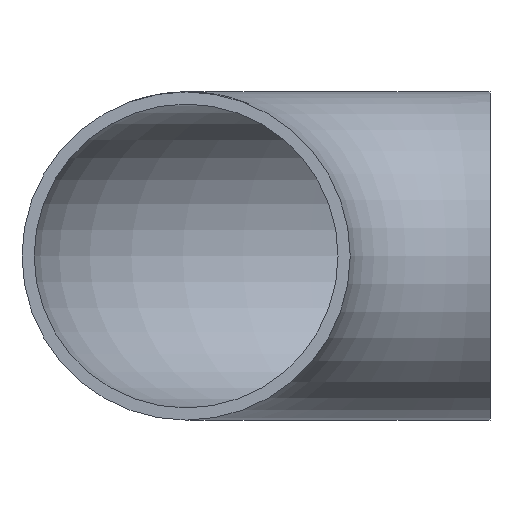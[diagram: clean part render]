
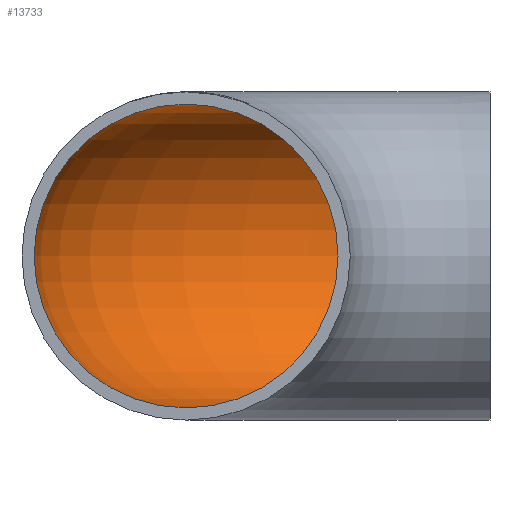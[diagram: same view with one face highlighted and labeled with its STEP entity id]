
A CAD part, front view. The second image highlights one B-rep face of the part: STEP entity #13733.
In plain terms, the highlighted toroidal (fillet/blend) face has major radius 100 mm and minor radius 50 mm.
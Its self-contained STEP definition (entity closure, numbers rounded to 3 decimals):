
#575 = CARTESIAN_POINT ( 'NONE',  ( 0., 150., 0. ) ) ;
#2318 = ORIENTED_EDGE ( 'NONE', *, *, #5047, .F. ) ;
#2707 = AXIS2_PLACEMENT_3D ( 'NONE', #21026, #14620, #21123 ) ;
#3596 = VERTEX_POINT ( 'NONE', #20226 ) ;
#3812 = VERTEX_POINT ( 'NONE', #575 ) ;
#4727 = DIRECTION ( 'NONE',  ( 0., 0., -1. ) ) ;
#5047 = EDGE_CURVE ( 'NONE', #3596, #3596, #21145, .T. ) ;
#7049 = CARTESIAN_POINT ( 'NONE',  ( -100., 0., 0. ) ) ;
#7261 = DIRECTION ( 'NONE',  ( 0., 0., 1. ) ) ;
#7957 = DIRECTION ( 'NONE',  ( -1., 0., 0. ) ) ;
#10999 = CARTESIAN_POINT ( 'NONE',  ( 0., 0., 0. ) ) ;
#12114 = DIRECTION ( 'NONE',  ( 0., 1., 0. ) ) ;
#12361 = TOROIDAL_SURFACE ( 'NONE', #14765, 100., 50. ) ;
#13650 = AXIS2_PLACEMENT_3D ( 'NONE', #7049, #12114, #7261 ) ;
#13733 = ADVANCED_FACE ( 'NONE', ( #17530, #19337 ), #12361, .F. ) ;
#13791 = EDGE_LOOP ( 'NONE', ( #15524 ) ) ;
#14620 = DIRECTION ( 'NONE',  ( 1., 0., 0. ) ) ;
#14765 = AXIS2_PLACEMENT_3D ( 'NONE', #10999, #4727, #7957 ) ;
#15104 = CIRCLE ( 'NONE', #2707, 50. ) ;
#15524 = ORIENTED_EDGE ( 'NONE', *, *, #15624, .T. ) ;
#15624 = EDGE_CURVE ( 'NONE', #3812, #3812, #15104, .T. ) ;
#17530 = FACE_OUTER_BOUND ( 'NONE', #13791, .T. ) ;
#19337 = FACE_OUTER_BOUND ( 'NONE', #19746, .T. ) ;
#19746 = EDGE_LOOP ( 'NONE', ( #2318 ) ) ;
#20226 = CARTESIAN_POINT ( 'NONE',  ( -100., 0., 50. ) ) ;
#21026 = CARTESIAN_POINT ( 'NONE',  ( 0., 100., 0. ) ) ;
#21123 = DIRECTION ( 'NONE',  ( 0., 1., 0. ) ) ;
#21145 = CIRCLE ( 'NONE', #13650, 50. ) ;
